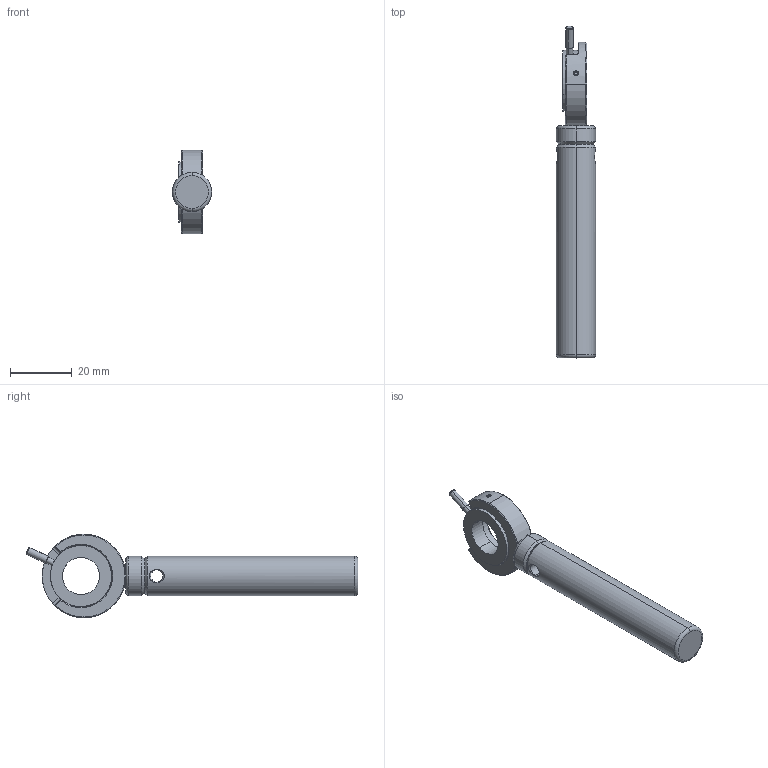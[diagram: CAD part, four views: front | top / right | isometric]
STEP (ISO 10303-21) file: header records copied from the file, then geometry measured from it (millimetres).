
FILE_DESCRIPTION (( 'STEP AP214' ), '1' );
FILE_NAME ('1.5.1.9_ZXB-J12M _带接杆光阑,最大孔径φ12.0 mm，M4螺栓，接杆高度75mm，A.STEP', '2020-09-05T08:21:57', ( '' ), ( '' ), 'SwSTEP 2.0', 'SolidWorks 2018', '' );
FILE_SCHEMA (( 'AUTOMOTIVE_DESIGN' ));
Length unit declared in the file: millimetre
Products named in the file (1): 1.5.1.9_ZXB-J12M _带接杆光阑,最大孔径φ12.0 mm，M4螺栓，接杆高度75mm，A
Bounding box: 12.7 x 107.25 x 27 mm (x, y, z)
Surface area: 5976.2 mm2 (no closed solid volume)
Topology: 0 solids, 6 shells, 86 faces, 217 edges, 138 vertices
Faces by surface type: cylinder 28, plane 26, cone 24, torus 8
Entity records: 3922 total; most frequent: CARTESIAN_POINT 877, DIRECTION 450, ORIENTED_EDGE 408, EDGE_CURVE 217, AXIS2_PLACEMENT_3D 185, VERTEX_POINT 138, EDGE_LOOP 100, CIRCLE 98
